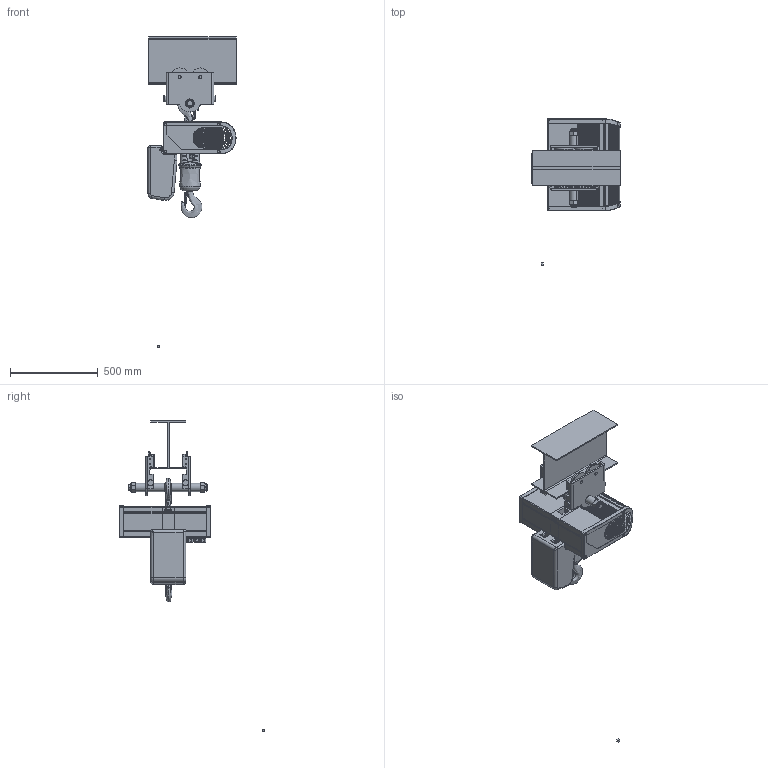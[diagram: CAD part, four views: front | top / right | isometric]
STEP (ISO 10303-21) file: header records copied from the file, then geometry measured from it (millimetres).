
FILE_DESCRIPTION(('STEP AP214'),'1');
FILE_NAME('temp1.stp','2014-09-19T06:21:46',(' '),(' '),'Spatial InterOp 3D',' ',' ');
FILE_SCHEMA(('automotive_design'));
Length unit declared in the file: millimetre
Products named in the file (29): Crane_3D; Fixing; Frame2; Hoi_K10_center_frame2; Hoi_K10_Left_frame2; Hoi_K10_Right_frame2; EL_plugs; H1-1448638_CLX10-2-FALL-PUSH; Cover_1; K10_1_cover2; K10_1_cover3; K10_1_cover1; HoiChaBag_K10_2; Hoi_Man4_tro; Hoi_C1_tro1; Hoi_C1_tro2; Shaft; kpt_NUT; DIN_935-M30; Hoi_KX10_Upp_Hook; 52355308_1; 53105300_1_MODEL; Hook_KX08_1R2; Block_K10_2; HookRSN08; HoiGir; Part_constr_2d
Assembly tree (28 placements, depth 5):
  Crane_3D
    Fixing
    H1-1448638_CLX10-2-FALL-PUSH
      Frame2
        Hoi_K10_center_frame2
        Hoi_K10_Left_frame2
        Hoi_K10_Right_frame2
        EL_plugs
      Cover_1
        K10_1_cover2
        K10_1_cover3
        K10_1_cover1
      HoiChaBag_K10_2
      Hoi_Man4_tro
        Hoi_C1_tro1
        Hoi_C1_tro2
        Shaft
        kpt_NUT
          DIN_935-M30
        kpt_NUT
          DIN_935-M30
      Hoi_KX10_Upp_Hook
        52355308_1
        53105300_1_MODEL
    Hook_KX08_1R2
      Block_K10_2
      HookRSN08
    HoiGir
    Part_constr_2d
Bounding box: 501.5 x 830 x 1766.67 mm (x, y, z)
Volume: 13526884.8 mm3; surface area: 3640952.8 mm2
Topology: 20 solids, 91 shells, 2409 faces, 6885 edges, 4549 vertices
Faces by surface type: cylinder 1224, plane 965, torus 88, bspline 80, cone 42, sphere 10
Entity records: 138036 total; most frequent: CARTESIAN_POINT 39171, DIRECTION 13680, ORIENTED_EDGE 13360, EDGE_CURVE 6863, STYLED_ITEM 5460, PRESENTATION_STYLE_ASSIGNMENT 5460, COLOUR_RGB 5460, AXIS2_PLACEMENT_3D 4961
